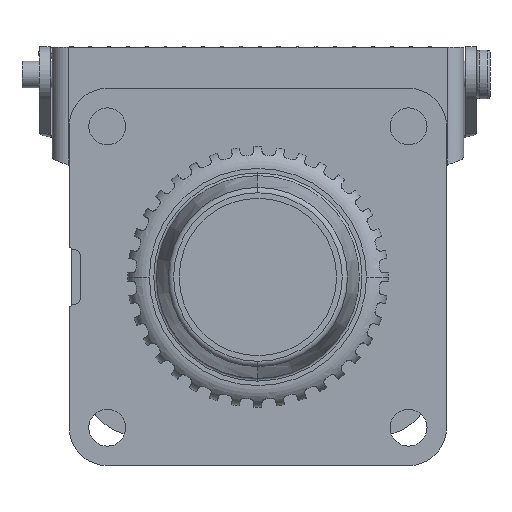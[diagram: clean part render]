
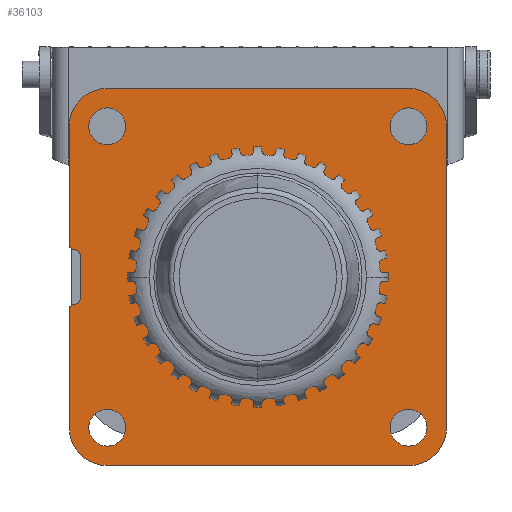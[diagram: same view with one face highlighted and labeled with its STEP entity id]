
A CAD part, front view. The second image highlights one B-rep face of the part: STEP entity #36103.
In plain terms, the highlighted planar face has unit normal (0, -1, 0).
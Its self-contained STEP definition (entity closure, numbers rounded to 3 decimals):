
#1654=DIRECTION('',(0.,0.,-1.));
#1655=VECTOR('',#1654,8.);
#1656=CARTESIAN_POINT('',(-32.75,-3.36,4.));
#1657=LINE('',#1656,#1655);
#1658=CARTESIAN_POINT('',(-33.75,-3.36,4.));
#1659=DIRECTION('',(0.,1.,0.));
#1660=DIRECTION('',(0.,0.,1.));
#1661=AXIS2_PLACEMENT_3D('',#1658,#1659,#1660);
#1663=CARTESIAN_POINT('',(-33.75,-3.36,6.));
#1664=DIRECTION('',(0.,1.,0.));
#1665=DIRECTION('',(0.,0.,-1.));
#1666=AXIS2_PLACEMENT_3D('',#1663,#1664,#1665);
#1668=DIRECTION('',(0.,0.,1.));
#1669=VECTOR('',#1668,21.75);
#1670=CARTESIAN_POINT('',(-34.75,-3.36,6.));
#1671=LINE('',#1670,#1669);
#1672=CARTESIAN_POINT('',(-27.75,-3.36,27.75));
#1673=DIRECTION('',(0.,1.,0.));
#1674=DIRECTION('',(-1.,0.,0.));
#1675=AXIS2_PLACEMENT_3D('',#1672,#1673,#1674);
#1677=DIRECTION('',(1.,0.,0.));
#1678=VECTOR('',#1677,55.5);
#1679=CARTESIAN_POINT('',(-27.75,-3.36,34.75));
#1680=LINE('',#1679,#1678);
#1681=CARTESIAN_POINT('',(27.75,-3.36,27.75));
#1682=DIRECTION('',(0.,1.,0.));
#1683=DIRECTION('',(0.,0.,1.));
#1684=AXIS2_PLACEMENT_3D('',#1681,#1682,#1683);
#1686=DIRECTION('',(0.,0.,-1.));
#1687=VECTOR('',#1686,55.5);
#1688=CARTESIAN_POINT('',(34.75,-3.36,27.75));
#1689=LINE('',#1688,#1687);
#1690=CARTESIAN_POINT('',(27.75,-3.36,-27.75));
#1691=DIRECTION('',(0.,1.,0.));
#1692=DIRECTION('',(1.,0.,0.));
#1693=AXIS2_PLACEMENT_3D('',#1690,#1691,#1692);
#1695=DIRECTION('',(-1.,0.,0.));
#1696=VECTOR('',#1695,55.5);
#1697=CARTESIAN_POINT('',(27.75,-3.36,-34.75));
#1698=LINE('',#1697,#1696);
#1699=CARTESIAN_POINT('',(-27.75,-3.36,-27.75));
#1700=DIRECTION('',(0.,1.,0.));
#1701=DIRECTION('',(0.,0.,-1.));
#1702=AXIS2_PLACEMENT_3D('',#1699,#1700,#1701);
#1704=DIRECTION('',(0.,0.,1.));
#1705=VECTOR('',#1704,21.75);
#1706=CARTESIAN_POINT('',(-34.75,-3.36,-27.75));
#1707=LINE('',#1706,#1705);
#1708=CARTESIAN_POINT('',(-33.75,-3.36,-6.));
#1709=DIRECTION('',(0.,1.,0.));
#1710=DIRECTION('',(-1.,0.,0.));
#1711=AXIS2_PLACEMENT_3D('',#1708,#1709,#1710);
#1713=CARTESIAN_POINT('',(-33.75,-3.36,-4.));
#1714=DIRECTION('',(0.,1.,0.));
#1715=DIRECTION('',(1.,0.,0.));
#1716=AXIS2_PLACEMENT_3D('',#1713,#1714,#1715);
#1718=CARTESIAN_POINT('',(27.75,-3.36,27.75));
#1719=DIRECTION('',(0.,-1.,0.));
#1720=DIRECTION('',(0.,0.,1.));
#1721=AXIS2_PLACEMENT_3D('',#1718,#1719,#1720);
#1723=CARTESIAN_POINT('',(27.75,-3.36,27.75));
#1724=DIRECTION('',(0.,-1.,0.));
#1725=DIRECTION('',(0.,0.,-1.));
#1726=AXIS2_PLACEMENT_3D('',#1723,#1724,#1725);
#1728=CARTESIAN_POINT('',(-27.75,-3.36,27.75));
#1729=DIRECTION('',(0.,-1.,0.));
#1730=DIRECTION('',(0.,0.,1.));
#1731=AXIS2_PLACEMENT_3D('',#1728,#1729,#1730);
#1733=CARTESIAN_POINT('',(-27.75,-3.36,27.75));
#1734=DIRECTION('',(0.,-1.,0.));
#1735=DIRECTION('',(0.,0.,-1.));
#1736=AXIS2_PLACEMENT_3D('',#1733,#1734,#1735);
#1738=CARTESIAN_POINT('',(27.75,-3.36,-27.75));
#1739=DIRECTION('',(0.,-1.,0.));
#1740=DIRECTION('',(0.,0.,1.));
#1741=AXIS2_PLACEMENT_3D('',#1738,#1739,#1740);
#1743=CARTESIAN_POINT('',(27.75,-3.36,-27.75));
#1744=DIRECTION('',(0.,-1.,0.));
#1745=DIRECTION('',(0.,0.,-1.));
#1746=AXIS2_PLACEMENT_3D('',#1743,#1744,#1745);
#1748=CARTESIAN_POINT('',(-27.75,-3.36,-27.75));
#1749=DIRECTION('',(0.,-1.,0.));
#1750=DIRECTION('',(0.,0.,1.));
#1751=AXIS2_PLACEMENT_3D('',#1748,#1749,#1750);
#1753=CARTESIAN_POINT('',(-27.75,-3.36,-27.75));
#1754=DIRECTION('',(0.,-1.,0.));
#1755=DIRECTION('',(0.,0.,-1.));
#1756=AXIS2_PLACEMENT_3D('',#1753,#1754,#1755);
#1758=CARTESIAN_POINT('',(0.,-3.36,0.));
#1759=DIRECTION('',(0.,-1.,0.));
#1760=DIRECTION('',(0.,0.,1.));
#1761=AXIS2_PLACEMENT_3D('',#1758,#1759,#1760);
#1763=CARTESIAN_POINT('',(0.,-3.36,0.));
#1764=DIRECTION('',(0.,-1.,0.));
#1765=DIRECTION('',(0.,0.,-1.));
#1766=AXIS2_PLACEMENT_3D('',#1763,#1764,#1765);
#27110=CARTESIAN_POINT('',(27.75,-3.36,31.15));
#27111=CARTESIAN_POINT('',(27.75,-3.36,24.35));
#27112=VERTEX_POINT('',#27110);
#27113=VERTEX_POINT('',#27111);
#27114=CARTESIAN_POINT('',(-27.75,-3.36,31.15));
#27115=CARTESIAN_POINT('',(-27.75,-3.36,24.35));
#27116=VERTEX_POINT('',#27114);
#27117=VERTEX_POINT('',#27115);
#27118=CARTESIAN_POINT('',(27.75,-3.36,-24.35));
#27119=CARTESIAN_POINT('',(27.75,-3.36,-31.15));
#27120=VERTEX_POINT('',#27118);
#27121=VERTEX_POINT('',#27119);
#27122=CARTESIAN_POINT('',(-27.75,-3.36,-24.35));
#27123=CARTESIAN_POINT('',(-27.75,-3.36,-31.15));
#27124=VERTEX_POINT('',#27122);
#27125=VERTEX_POINT('',#27123);
#27126=CARTESIAN_POINT('',(34.75,-3.36,-27.75));
#27127=CARTESIAN_POINT('',(27.75,-3.36,-34.75));
#27128=VERTEX_POINT('',#27126);
#27129=VERTEX_POINT('',#27127);
#27130=CARTESIAN_POINT('',(-27.75,-3.36,-34.75));
#27131=VERTEX_POINT('',#27130);
#27132=CARTESIAN_POINT('',(-34.75,-3.36,-27.75));
#27133=VERTEX_POINT('',#27132);
#27134=CARTESIAN_POINT('',(-34.75,-3.36,27.75));
#27135=CARTESIAN_POINT('',(-27.75,-3.36,34.75));
#27136=VERTEX_POINT('',#27134);
#27137=VERTEX_POINT('',#27135);
#27138=CARTESIAN_POINT('',(27.75,-3.36,34.75));
#27139=VERTEX_POINT('',#27138);
#27140=CARTESIAN_POINT('',(34.75,-3.36,27.75));
#27141=VERTEX_POINT('',#27140);
#28722=CARTESIAN_POINT('',(0.,-3.36,20.08));
#28723=CARTESIAN_POINT('',(0.,-3.36,-20.08));
#28724=VERTEX_POINT('',#28722);
#28725=VERTEX_POINT('',#28723);
#28730=CARTESIAN_POINT('',(-32.75,-3.36,4.));
#28731=CARTESIAN_POINT('',(-32.75,-3.36,-4.));
#28732=VERTEX_POINT('',#28730);
#28733=VERTEX_POINT('',#28731);
#28734=CARTESIAN_POINT('',(-33.75,-3.36,-5.));
#28735=VERTEX_POINT('',#28734);
#28736=CARTESIAN_POINT('',(-34.75,-3.36,-6.));
#28737=VERTEX_POINT('',#28736);
#28738=CARTESIAN_POINT('',(-33.75,-3.36,5.));
#28739=CARTESIAN_POINT('',(-34.75,-3.36,6.));
#28740=VERTEX_POINT('',#28738);
#28741=VERTEX_POINT('',#28739);
#36042=CARTESIAN_POINT('',(0.,-3.36,0.));
#36043=DIRECTION('',(0.,1.,0.));
#36044=DIRECTION('',(0.,0.,1.));
#36045=AXIS2_PLACEMENT_3D('',#36042,#36043,#36044);
#36046=PLANE('',#36045);
#36048=ORIENTED_EDGE('',*,*,#36047,.F.);
#36050=ORIENTED_EDGE('',*,*,#36049,.F.);
#36052=ORIENTED_EDGE('',*,*,#36051,.T.);
#36053=ORIENTED_EDGE('',*,*,#35619,.T.);
#36054=ORIENTED_EDGE('',*,*,#35638,.T.);
#36056=ORIENTED_EDGE('',*,*,#36055,.T.);
#36058=ORIENTED_EDGE('',*,*,#36057,.T.);
#36059=ORIENTED_EDGE('',*,*,#36021,.T.);
#36060=ORIENTED_EDGE('',*,*,#36033,.T.);
#36062=ORIENTED_EDGE('',*,*,#36061,.T.);
#36064=ORIENTED_EDGE('',*,*,#36063,.T.);
#36066=ORIENTED_EDGE('',*,*,#36065,.T.);
#36068=ORIENTED_EDGE('',*,*,#36067,.T.);
#36070=ORIENTED_EDGE('',*,*,#36069,.F.);
#36071=EDGE_LOOP('',(#36048,#36050,#36052,#36053,#36054,#36056,#36058,#36059,
#36060,#36062,#36064,#36066,#36068,#36070));
#36072=FACE_OUTER_BOUND('',#36071,.F.);
#36074=ORIENTED_EDGE('',*,*,#36073,.T.);
#36076=ORIENTED_EDGE('',*,*,#36075,.T.);
#36077=EDGE_LOOP('',(#36074,#36076));
#36078=FACE_BOUND('',#36077,.F.);
#36080=ORIENTED_EDGE('',*,*,#36079,.T.);
#36082=ORIENTED_EDGE('',*,*,#36081,.T.);
#36083=EDGE_LOOP('',(#36080,#36082));
#36084=FACE_BOUND('',#36083,.F.);
#36086=ORIENTED_EDGE('',*,*,#36085,.T.);
#36088=ORIENTED_EDGE('',*,*,#36087,.T.);
#36089=EDGE_LOOP('',(#36086,#36088));
#36090=FACE_BOUND('',#36089,.F.);
#36092=ORIENTED_EDGE('',*,*,#36091,.T.);
#36094=ORIENTED_EDGE('',*,*,#36093,.T.);
#36095=EDGE_LOOP('',(#36092,#36094));
#36096=FACE_BOUND('',#36095,.F.);
#36098=ORIENTED_EDGE('',*,*,#36097,.T.);
#36100=ORIENTED_EDGE('',*,*,#36099,.T.);
#36101=EDGE_LOOP('',(#36098,#36100));
#36102=FACE_BOUND('',#36101,.F.);
#36103=ADVANCED_FACE('',(#36072,#36078,#36084,#36090,#36096,#36102),#36046,.F.);
#1662=CIRCLE('',#1661,1.);
#1667=CIRCLE('',#1666,1.);
#1676=CIRCLE('',#1675,7.);
#1685=CIRCLE('',#1684,7.);
#1694=CIRCLE('',#1693,7.);
#1703=CIRCLE('',#1702,7.);
#1712=CIRCLE('',#1711,1.);
#1717=CIRCLE('',#1716,1.);
#1722=CIRCLE('',#1721,3.4);
#1727=CIRCLE('',#1726,3.4);
#1732=CIRCLE('',#1731,3.4);
#1737=CIRCLE('',#1736,3.4);
#1742=CIRCLE('',#1741,3.4);
#1747=CIRCLE('',#1746,3.4);
#1752=CIRCLE('',#1751,3.4);
#1757=CIRCLE('',#1756,3.4);
#1762=CIRCLE('',#1761,20.08);
#1767=CIRCLE('',#1766,20.08);
#35619=EDGE_CURVE('',#28741,#27136,#1671,.T.);
#35638=EDGE_CURVE('',#27136,#27137,#1676,.T.);
#36021=EDGE_CURVE('',#27141,#27128,#1689,.T.);
#36033=EDGE_CURVE('',#27128,#27129,#1694,.T.);
#36047=EDGE_CURVE('',#28732,#28733,#1657,.T.);
#36049=EDGE_CURVE('',#28740,#28732,#1662,.T.);
#36051=EDGE_CURVE('',#28740,#28741,#1667,.T.);
#36055=EDGE_CURVE('',#27137,#27139,#1680,.T.);
#36057=EDGE_CURVE('',#27139,#27141,#1685,.T.);
#36061=EDGE_CURVE('',#27129,#27131,#1698,.T.);
#36063=EDGE_CURVE('',#27131,#27133,#1703,.T.);
#36065=EDGE_CURVE('',#27133,#28737,#1707,.T.);
#36067=EDGE_CURVE('',#28737,#28735,#1712,.T.);
#36069=EDGE_CURVE('',#28733,#28735,#1717,.T.);
#36073=EDGE_CURVE('',#27112,#27113,#1722,.T.);
#36075=EDGE_CURVE('',#27113,#27112,#1727,.T.);
#36079=EDGE_CURVE('',#27116,#27117,#1732,.T.);
#36081=EDGE_CURVE('',#27117,#27116,#1737,.T.);
#36085=EDGE_CURVE('',#27120,#27121,#1742,.T.);
#36087=EDGE_CURVE('',#27121,#27120,#1747,.T.);
#36091=EDGE_CURVE('',#27124,#27125,#1752,.T.);
#36093=EDGE_CURVE('',#27125,#27124,#1757,.T.);
#36097=EDGE_CURVE('',#28724,#28725,#1762,.T.);
#36099=EDGE_CURVE('',#28725,#28724,#1767,.T.);
